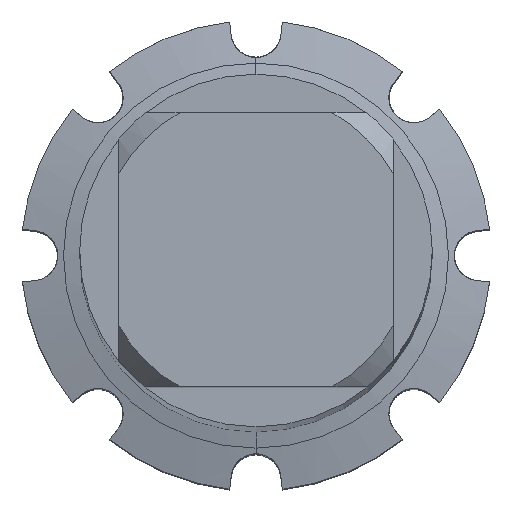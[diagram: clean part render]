
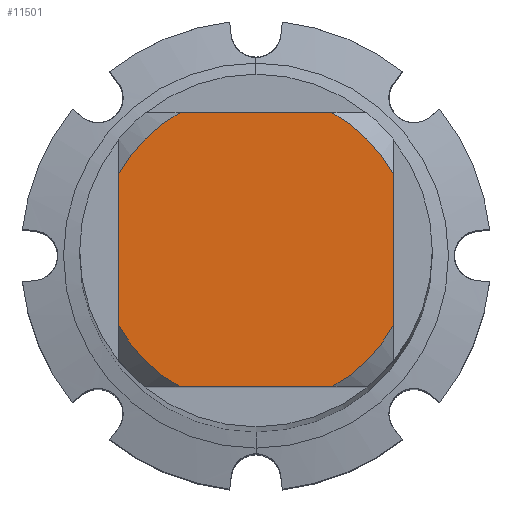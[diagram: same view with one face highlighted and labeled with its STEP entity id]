
A CAD part, top view. The second image highlights one B-rep face of the part: STEP entity #11501.
In plain terms, the highlighted planar face has unit normal (0, 0, 1).
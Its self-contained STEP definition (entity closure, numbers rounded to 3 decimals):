
#5105=VERTEX_POINT('',#14967);
#5793=VERTEX_POINT('',#15700);
#8127=VERTEX_POINT('',#18238);
#8401=EDGE_CURVE('',#11835,#9967,#18534,.T.);
#9423=EDGE_CURVE('',#8127,#11179,#19645,.T.);
#9621=EDGE_CURVE('',#5105,#11179,#19863,.T.);
#9793=EDGE_CURVE('',#10687,#5793,#20046,.T.);
#9967=VERTEX_POINT('',#20231);
#10481=VERTEX_POINT('',#20787);
#10687=VERTEX_POINT('',#21010);
#10785=EDGE_CURVE('',#11835,#10481,#21115,.T.);
#11179=VERTEX_POINT('',#21545);
#11501=ADVANCED_FACE('',(#21890),#21891,.T.);
#11835=VERTEX_POINT('',#22253);
#12141=EDGE_CURVE('',#8127,#10481,#22586,.T.);
#12207=EDGE_CURVE('',#5105,#5793,#22655,.T.);
#13441=EDGE_CURVE('',#10687,#9967,#23990,.T.);
#14967=CARTESIAN_POINT('',(-1.936,-3.5,0.0));
#15700=CARTESIAN_POINT('',(-3.5,-1.936,0.0));
#18238=CARTESIAN_POINT('',(3.5,-1.936,0.0));
#18534=LINE('',#32155,#32156);
#19645=CIRCLE('',#34184,4.0);
#19863=LINE('',#34566,#34567);
#20046=LINE('',#34880,#34881);
#20231=CARTESIAN_POINT('',(-1.936,3.5,0.0));
#20787=CARTESIAN_POINT('',(3.5,1.936,0.0));
#21010=CARTESIAN_POINT('',(-3.5,1.936,0.0));
#21115=CIRCLE('',#36827,4.0);
#21545=CARTESIAN_POINT('',(1.936,-3.5,0.0));
#21890=FACE_OUTER_BOUND('',#38141,.T.);
#21891=PLANE('',#38142);
#22253=CARTESIAN_POINT('',(1.936,3.5,0.0));
#22586=LINE('',#39403,#39404);
#22655=CIRCLE('',#39541,4.0);
#23990=CIRCLE('',#41909,4.0);
#32155=CARTESIAN_POINT('',(0.0,3.5,0.0));
#32156=VECTOR('',#48278,1.0);
#34184=AXIS2_PLACEMENT_3D('',#49653,#49654,#49655);
#34566=CARTESIAN_POINT('',(0.0,-3.5,0.0));
#34567=VECTOR('',#50013,1.0);
#34880=CARTESIAN_POINT('',(-3.5,1.0,0.0));
#34881=VECTOR('',#50172,1.0);
#36827=AXIS2_PLACEMENT_3D('',#51155,#51156,#51157);
#38141=EDGE_LOOP('',(#52057,#52058,#52059,#52060,#52061,#52062,#52063,#52064));
#38142=AXIS2_PLACEMENT_3D('',#52065,#52066,#52067);
#39403=CARTESIAN_POINT('',(3.5,1.0,0.0));
#39404=VECTOR('',#52739,1.0);
#39541=AXIS2_PLACEMENT_3D('',#52784,#52785,#52786);
#41909=AXIS2_PLACEMENT_3D('',#54141,#54142,#54143);
#48278=DIRECTION('',(-1.0,0.0,0.0));
#49653=CARTESIAN_POINT('',(0.0,0.0,0.0));
#49654=DIRECTION('',(0.0,0.0,-1.0));
#49655=DIRECTION('',(0.0,1.0,0.0));
#50013=DIRECTION('',(1.0,0.0,0.0));
#50172=DIRECTION('',(-0.0,-1.0,0.0));
#51155=CARTESIAN_POINT('',(0.0,0.0,0.0));
#51156=DIRECTION('',(0.0,0.0,-1.0));
#51157=DIRECTION('',(0.0,1.0,0.0));
#52057=ORIENTED_EDGE('',*,*,#9793,.T.);
#52058=ORIENTED_EDGE('',*,*,#12207,.F.);
#52059=ORIENTED_EDGE('',*,*,#9621,.T.);
#52060=ORIENTED_EDGE('',*,*,#9423,.F.);
#52061=ORIENTED_EDGE('',*,*,#12141,.T.);
#52062=ORIENTED_EDGE('',*,*,#10785,.F.);
#52063=ORIENTED_EDGE('',*,*,#8401,.T.);
#52064=ORIENTED_EDGE('',*,*,#13441,.F.);
#52065=CARTESIAN_POINT('',(0.0,2.0,0.0));
#52066=DIRECTION('',(-0.0,0.0,1.0));
#52067=DIRECTION('',(0.0,-1.0,0.0));
#52739=DIRECTION('',(-0.0,1.0,0.0));
#52784=CARTESIAN_POINT('',(0.0,0.0,0.0));
#52785=DIRECTION('',(0.0,0.0,-1.0));
#52786=DIRECTION('',(0.0,1.0,0.0));
#54141=CARTESIAN_POINT('',(0.0,0.0,0.0));
#54142=DIRECTION('',(0.0,0.0,-1.0));
#54143=DIRECTION('',(0.0,1.0,0.0));
